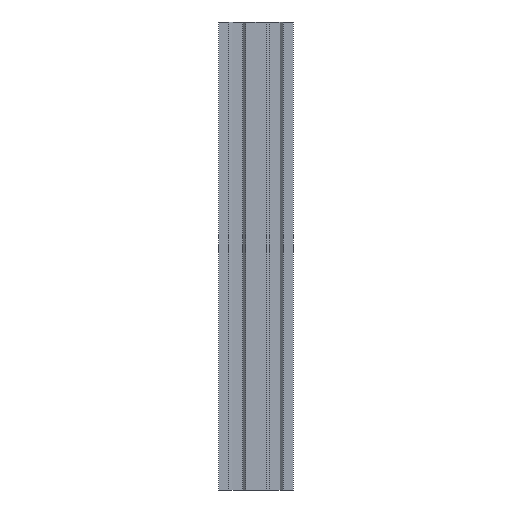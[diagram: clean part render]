
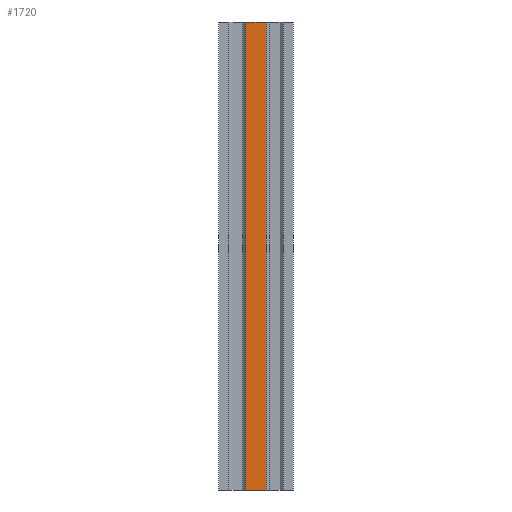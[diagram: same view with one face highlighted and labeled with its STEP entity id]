
A CAD part, left-side view. The second image highlights one B-rep face of the part: STEP entity #1720.
In plain terms, the highlighted planar face has unit normal (-1, 0, 0).
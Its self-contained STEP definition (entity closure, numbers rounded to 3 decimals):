
#86=FACE_OUTER_BOUND($,#170,.T.);
#170=EDGE_LOOP($,(#1344,#1345,#1346,#1347));
#255=LINE($,#2354,#483);
#334=LINE($,#2516,#562);
#385=LINE($,#2622,#613);
#386=LINE($,#2623,#614);
#483=VECTOR($,#1911,10.72);
#562=VECTOR($,#2042,250.);
#613=VECTOR($,#2149,10.72);
#614=VECTOR($,#2150,250.);
#704=VERTEX_POINT($,#2351);
#705=VERTEX_POINT($,#2353);
#762=VERTEX_POINT($,#2514);
#789=VERTEX_POINT($,#2621);
#867=EDGE_CURVE($,#705,#704,#255,.T.);
#949=EDGE_CURVE($,#704,#762,#334,.T.);
#1001=EDGE_CURVE($,#789,#762,#385,.T.);
#1002=EDGE_CURVE($,#705,#789,#386,.T.);
#1344=ORIENTED_EDGE($,*,*,#867,.T.);
#1345=ORIENTED_EDGE($,*,*,#949,.T.);
#1346=ORIENTED_EDGE($,*,*,#1001,.F.);
#1347=ORIENTED_EDGE($,*,*,#1002,.F.);
#1559=PLANE($,#1807);
#1720=ADVANCED_FACE($,(#86),#1559,.T.);
#1807=AXIS2_PLACEMENT_3D($,#2620,#2147,#2148);
#1911=DIRECTION($,(0.,-1.,0.));
#2042=DIRECTION($,(0.,0.,1.));
#2147=DIRECTION('center_axis',(-1.,0.,0.));
#2148=DIRECTION('ref_axis',(0.,-1.,0.));
#2149=DIRECTION($,(0.,-1.,0.));
#2150=DIRECTION($,(0.,0.,1.));
#2351=CARTESIAN_POINT('',(-10.,-15.36,0.));
#2353=CARTESIAN_POINT('',(-10.,-4.64,0.));
#2354=CARTESIAN_POINT($,(-10.,-4.64,0.));
#2514=CARTESIAN_POINT('',(-10.,-15.36,250.));
#2516=CARTESIAN_POINT($,(-10.,-15.36,0.));
#2620=CARTESIAN_POINT('Origin',(-10.,-4.64,0.));
#2621=CARTESIAN_POINT('',(-10.,-4.64,250.));
#2622=CARTESIAN_POINT($,(-10.,-4.64,250.));
#2623=CARTESIAN_POINT($,(-10.,-4.64,0.));
